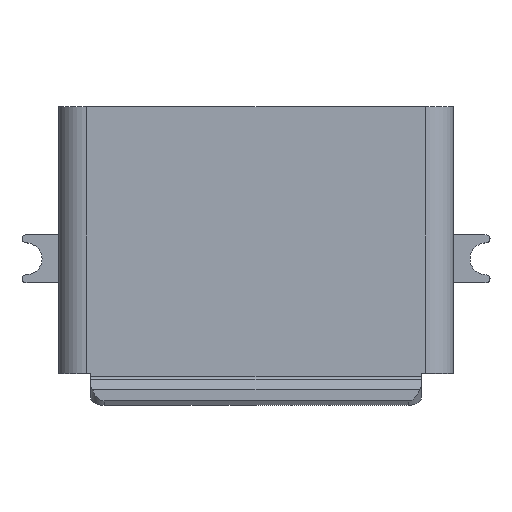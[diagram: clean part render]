
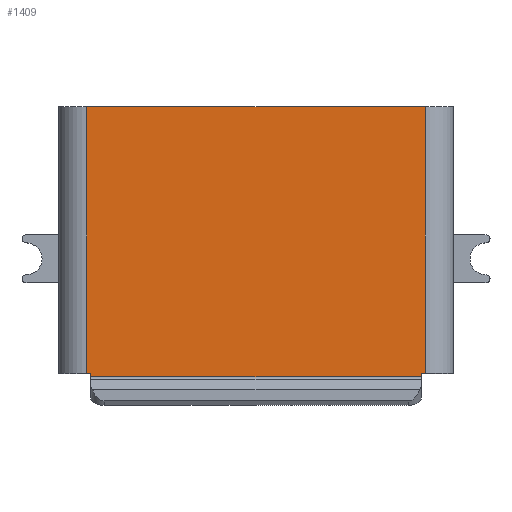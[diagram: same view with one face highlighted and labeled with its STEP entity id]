
A CAD part, top view. The second image highlights one B-rep face of the part: STEP entity #1409.
In plain terms, the highlighted planar face has unit normal (0, 0, 1).
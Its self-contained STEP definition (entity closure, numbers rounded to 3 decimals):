
#32 = PLANE('',#33);
#33 = AXIS2_PLACEMENT_3D('',#34,#35,#36);
#34 = CARTESIAN_POINT('',(3.7,0.,1.2));
#35 = DIRECTION('',(0.,1.,0.));
#36 = DIRECTION('',(0.,0.,1.));
#118 = VERTEX_POINT('',#119);
#119 = CARTESIAN_POINT('',(0.525,0.,2.4));
#138 = CYLINDRICAL_SURFACE('',#139,0.525);
#139 = AXIS2_PLACEMENT_3D('',#140,#141,#142);
#140 = CARTESIAN_POINT('',(0.525,0.,1.875));
#141 = DIRECTION('',(0.,-1.,0.));
#142 = DIRECTION('',(1.,0.,0.));
#150 = EDGE_CURVE('',#151,#118,#153,.T.);
#151 = VERTEX_POINT('',#152);
#152 = CARTESIAN_POINT('',(0.6,0.,2.4));
#153 = SURFACE_CURVE('',#154,(#158,#165),.PCURVE_S1.);
#154 = LINE('',#155,#156);
#155 = CARTESIAN_POINT('',(6.875,0.,2.4));
#156 = VECTOR('',#157,1.);
#157 = DIRECTION('',(-1.,0.,0.));
#158 = PCURVE('',#32,#159);
#159 = DEFINITIONAL_REPRESENTATION('',(#160),#164);
#160 = LINE('',#161,#162);
#161 = CARTESIAN_POINT('',(1.2,3.175));
#162 = VECTOR('',#163,1.);
#163 = DIRECTION('',(0.,-1.));
#164 = ( GEOMETRIC_REPRESENTATION_CONTEXT(2) 
PARAMETRIC_REPRESENTATION_CONTEXT() REPRESENTATION_CONTEXT('2D SPACE',''
  ) );
#165 = PCURVE('',#166,#171);
#166 = PLANE('',#167);
#167 = AXIS2_PLACEMENT_3D('',#168,#169,#170);
#168 = CARTESIAN_POINT('',(3.7,2.466,2.4));
#169 = DIRECTION('',(0.,0.,1.));
#170 = DIRECTION('',(0.,-1.,0.));
#171 = DEFINITIONAL_REPRESENTATION('',(#172),#176);
#172 = LINE('',#173,#174);
#173 = CARTESIAN_POINT('',(2.466,3.175));
#174 = VECTOR('',#175,1.);
#175 = DIRECTION('',(0.,-1.));
#176 = ( GEOMETRIC_REPRESENTATION_CONTEXT(2) 
PARAMETRIC_REPRESENTATION_CONTEXT() REPRESENTATION_CONTEXT('2D SPACE',''
  ) );
#194 = PLANE('',#195);
#195 = AXIS2_PLACEMENT_3D('',#196,#197,#198);
#196 = CARTESIAN_POINT('',(0.6,-0.268,2.421));
#197 = DIRECTION('',(1.,0.,0.));
#198 = DIRECTION('',(0.,0.,1.));
#474 = VERTEX_POINT('',#475);
#475 = CARTESIAN_POINT('',(6.8,0.,2.4));
#489 = PLANE('',#490);
#490 = AXIS2_PLACEMENT_3D('',#491,#492,#493);
#491 = CARTESIAN_POINT('',(6.8,-0.268,2.421));
#492 = DIRECTION('',(1.,0.,0.));
#493 = DIRECTION('',(0.,0.,1.));
#501 = EDGE_CURVE('',#502,#474,#504,.T.);
#502 = VERTEX_POINT('',#503);
#503 = CARTESIAN_POINT('',(6.875,0.,2.4));
#504 = SURFACE_CURVE('',#505,(#509,#516),.PCURVE_S1.);
#505 = LINE('',#506,#507);
#506 = CARTESIAN_POINT('',(6.875,0.,2.4));
#507 = VECTOR('',#508,1.);
#508 = DIRECTION('',(-1.,0.,0.));
#509 = PCURVE('',#32,#510);
#510 = DEFINITIONAL_REPRESENTATION('',(#511),#515);
#511 = LINE('',#512,#513);
#512 = CARTESIAN_POINT('',(1.2,3.175));
#513 = VECTOR('',#514,1.);
#514 = DIRECTION('',(0.,-1.));
#515 = ( GEOMETRIC_REPRESENTATION_CONTEXT(2) 
PARAMETRIC_REPRESENTATION_CONTEXT() REPRESENTATION_CONTEXT('2D SPACE',''
  ) );
#516 = PCURVE('',#166,#517);
#517 = DEFINITIONAL_REPRESENTATION('',(#518),#522);
#518 = LINE('',#519,#520);
#519 = CARTESIAN_POINT('',(2.466,3.175));
#520 = VECTOR('',#521,1.);
#521 = DIRECTION('',(0.,-1.));
#522 = ( GEOMETRIC_REPRESENTATION_CONTEXT(2) 
PARAMETRIC_REPRESENTATION_CONTEXT() REPRESENTATION_CONTEXT('2D SPACE',''
  ) );
#545 = CYLINDRICAL_SURFACE('',#546,0.525);
#546 = AXIS2_PLACEMENT_3D('',#547,#548,#549);
#547 = CARTESIAN_POINT('',(6.875,0.,1.875));
#548 = DIRECTION('',(0.,-1.,0.));
#549 = DIRECTION('',(1.,0.,0.));
#837 = PLANE('',#838);
#838 = AXIS2_PLACEMENT_3D('',#839,#840,#841);
#839 = CARTESIAN_POINT('',(3.7,5.,1.2));
#840 = DIRECTION('',(0.,1.,0.));
#841 = DIRECTION('',(0.,0.,1.));
#1361 = VERTEX_POINT('',#1362);
#1362 = CARTESIAN_POINT('',(6.875,5.,2.4));
#1388 = EDGE_CURVE('',#502,#1361,#1389,.T.);
#1389 = SURFACE_CURVE('',#1390,(#1394,#1401),.PCURVE_S1.);
#1390 = LINE('',#1391,#1392);
#1391 = CARTESIAN_POINT('',(6.875,0.,2.4));
#1392 = VECTOR('',#1393,1.);
#1393 = DIRECTION('',(0.,1.,0.));
#1394 = PCURVE('',#545,#1395);
#1395 = DEFINITIONAL_REPRESENTATION('',(#1396),#1400);
#1396 = LINE('',#1397,#1398);
#1397 = CARTESIAN_POINT('',(1.571,0.));
#1398 = VECTOR('',#1399,1.);
#1399 = DIRECTION('',(0.,-1.));
#1400 = ( GEOMETRIC_REPRESENTATION_CONTEXT(2) 
PARAMETRIC_REPRESENTATION_CONTEXT() REPRESENTATION_CONTEXT('2D SPACE',''
  ) );
#1401 = PCURVE('',#166,#1402);
#1402 = DEFINITIONAL_REPRESENTATION('',(#1403),#1407);
#1403 = LINE('',#1404,#1405);
#1404 = CARTESIAN_POINT('',(2.466,3.175));
#1405 = VECTOR('',#1406,1.);
#1406 = DIRECTION('',(-1.,0.));
#1407 = ( GEOMETRIC_REPRESENTATION_CONTEXT(2) 
PARAMETRIC_REPRESENTATION_CONTEXT() REPRESENTATION_CONTEXT('2D SPACE',''
  ) );
#1409 = ADVANCED_FACE('',(#1410),#166,.T.);
#1410 = FACE_BOUND('',#1411,.T.);
#1411 = EDGE_LOOP('',(#1412,#1413,#1436,#1457,#1458,#1481,#1509,#1530));
#1412 = ORIENTED_EDGE('',*,*,#1388,.T.);
#1413 = ORIENTED_EDGE('',*,*,#1414,.T.);
#1414 = EDGE_CURVE('',#1361,#1415,#1417,.T.);
#1415 = VERTEX_POINT('',#1416);
#1416 = CARTESIAN_POINT('',(0.525,5.,2.4));
#1417 = SURFACE_CURVE('',#1418,(#1422,#1429),.PCURVE_S1.);
#1418 = LINE('',#1419,#1420);
#1419 = CARTESIAN_POINT('',(6.875,5.,2.4));
#1420 = VECTOR('',#1421,1.);
#1421 = DIRECTION('',(-1.,0.,0.));
#1422 = PCURVE('',#166,#1423);
#1423 = DEFINITIONAL_REPRESENTATION('',(#1424),#1428);
#1424 = LINE('',#1425,#1426);
#1425 = CARTESIAN_POINT('',(-2.534,3.175));
#1426 = VECTOR('',#1427,1.);
#1427 = DIRECTION('',(0.,-1.));
#1428 = ( GEOMETRIC_REPRESENTATION_CONTEXT(2) 
PARAMETRIC_REPRESENTATION_CONTEXT() REPRESENTATION_CONTEXT('2D SPACE',''
  ) );
#1429 = PCURVE('',#837,#1430);
#1430 = DEFINITIONAL_REPRESENTATION('',(#1431),#1435);
#1431 = LINE('',#1432,#1433);
#1432 = CARTESIAN_POINT('',(1.2,3.175));
#1433 = VECTOR('',#1434,1.);
#1434 = DIRECTION('',(0.,-1.));
#1435 = ( GEOMETRIC_REPRESENTATION_CONTEXT(2) 
PARAMETRIC_REPRESENTATION_CONTEXT() REPRESENTATION_CONTEXT('2D SPACE',''
  ) );
#1436 = ORIENTED_EDGE('',*,*,#1437,.F.);
#1437 = EDGE_CURVE('',#118,#1415,#1438,.T.);
#1438 = SURFACE_CURVE('',#1439,(#1443,#1450),.PCURVE_S1.);
#1439 = LINE('',#1440,#1441);
#1440 = CARTESIAN_POINT('',(0.525,0.,2.4));
#1441 = VECTOR('',#1442,1.);
#1442 = DIRECTION('',(0.,1.,0.));
#1443 = PCURVE('',#166,#1444);
#1444 = DEFINITIONAL_REPRESENTATION('',(#1445),#1449);
#1445 = LINE('',#1446,#1447);
#1446 = CARTESIAN_POINT('',(2.466,-3.175));
#1447 = VECTOR('',#1448,1.);
#1448 = DIRECTION('',(-1.,0.));
#1449 = ( GEOMETRIC_REPRESENTATION_CONTEXT(2) 
PARAMETRIC_REPRESENTATION_CONTEXT() REPRESENTATION_CONTEXT('2D SPACE',''
  ) );
#1450 = PCURVE('',#138,#1451);
#1451 = DEFINITIONAL_REPRESENTATION('',(#1452),#1456);
#1452 = LINE('',#1453,#1454);
#1453 = CARTESIAN_POINT('',(1.571,0.));
#1454 = VECTOR('',#1455,1.);
#1455 = DIRECTION('',(0.,-1.));
#1456 = ( GEOMETRIC_REPRESENTATION_CONTEXT(2) 
PARAMETRIC_REPRESENTATION_CONTEXT() REPRESENTATION_CONTEXT('2D SPACE',''
  ) );
#1457 = ORIENTED_EDGE('',*,*,#150,.F.);
#1458 = ORIENTED_EDGE('',*,*,#1459,.F.);
#1459 = EDGE_CURVE('',#1460,#151,#1462,.T.);
#1460 = VERTEX_POINT('',#1461);
#1461 = CARTESIAN_POINT('',(0.6,-0.068,2.4));
#1462 = SURFACE_CURVE('',#1463,(#1467,#1474),.PCURVE_S1.);
#1463 = LINE('',#1464,#1465);
#1464 = CARTESIAN_POINT('',(0.6,-0.068,2.4));
#1465 = VECTOR('',#1466,1.);
#1466 = DIRECTION('',(0.,1.,0.));
#1467 = PCURVE('',#166,#1468);
#1468 = DEFINITIONAL_REPRESENTATION('',(#1469),#1473);
#1469 = LINE('',#1470,#1471);
#1470 = CARTESIAN_POINT('',(2.535,-3.1));
#1471 = VECTOR('',#1472,1.);
#1472 = DIRECTION('',(-1.,0.));
#1473 = ( GEOMETRIC_REPRESENTATION_CONTEXT(2) 
PARAMETRIC_REPRESENTATION_CONTEXT() REPRESENTATION_CONTEXT('2D SPACE',''
  ) );
#1474 = PCURVE('',#194,#1475);
#1475 = DEFINITIONAL_REPRESENTATION('',(#1476),#1480);
#1476 = LINE('',#1477,#1478);
#1477 = CARTESIAN_POINT('',(-0.021,-0.2));
#1478 = VECTOR('',#1479,1.);
#1479 = DIRECTION('',(0.,-1.));
#1480 = ( GEOMETRIC_REPRESENTATION_CONTEXT(2) 
PARAMETRIC_REPRESENTATION_CONTEXT() REPRESENTATION_CONTEXT('2D SPACE',''
  ) );
#1481 = ORIENTED_EDGE('',*,*,#1482,.T.);
#1482 = EDGE_CURVE('',#1460,#1483,#1485,.T.);
#1483 = VERTEX_POINT('',#1484);
#1484 = CARTESIAN_POINT('',(6.8,-0.068,2.4));
#1485 = SURFACE_CURVE('',#1486,(#1490,#1497),.PCURVE_S1.);
#1486 = LINE('',#1487,#1488);
#1487 = CARTESIAN_POINT('',(0.6,-0.068,2.4));
#1488 = VECTOR('',#1489,1.);
#1489 = DIRECTION('',(1.,0.,0.));
#1490 = PCURVE('',#166,#1491);
#1491 = DEFINITIONAL_REPRESENTATION('',(#1492),#1496);
#1492 = LINE('',#1493,#1494);
#1493 = CARTESIAN_POINT('',(2.535,-3.1));
#1494 = VECTOR('',#1495,1.);
#1495 = DIRECTION('',(0.,1.));
#1496 = ( GEOMETRIC_REPRESENTATION_CONTEXT(2) 
PARAMETRIC_REPRESENTATION_CONTEXT() REPRESENTATION_CONTEXT('2D SPACE',''
  ) );
#1497 = PCURVE('',#1498,#1503);
#1498 = CYLINDRICAL_SURFACE('',#1499,0.05);
#1499 = AXIS2_PLACEMENT_3D('',#1500,#1501,#1502);
#1500 = CARTESIAN_POINT('',(0.6,-0.068,2.45));
#1501 = DIRECTION('',(-1.,0.,0.));
#1502 = DIRECTION('',(0.,1.,0.));
#1503 = DEFINITIONAL_REPRESENTATION('',(#1504),#1508);
#1504 = LINE('',#1505,#1506);
#1505 = CARTESIAN_POINT('',(-4.712,0.));
#1506 = VECTOR('',#1507,1.);
#1507 = DIRECTION('',(-0.,-1.));
#1508 = ( GEOMETRIC_REPRESENTATION_CONTEXT(2) 
PARAMETRIC_REPRESENTATION_CONTEXT() REPRESENTATION_CONTEXT('2D SPACE',''
  ) );
#1509 = ORIENTED_EDGE('',*,*,#1510,.T.);
#1510 = EDGE_CURVE('',#1483,#474,#1511,.T.);
#1511 = SURFACE_CURVE('',#1512,(#1516,#1523),.PCURVE_S1.);
#1512 = LINE('',#1513,#1514);
#1513 = CARTESIAN_POINT('',(6.8,-0.068,2.4));
#1514 = VECTOR('',#1515,1.);
#1515 = DIRECTION('',(0.,1.,0.));
#1516 = PCURVE('',#166,#1517);
#1517 = DEFINITIONAL_REPRESENTATION('',(#1518),#1522);
#1518 = LINE('',#1519,#1520);
#1519 = CARTESIAN_POINT('',(2.535,3.1));
#1520 = VECTOR('',#1521,1.);
#1521 = DIRECTION('',(-1.,0.));
#1522 = ( GEOMETRIC_REPRESENTATION_CONTEXT(2) 
PARAMETRIC_REPRESENTATION_CONTEXT() REPRESENTATION_CONTEXT('2D SPACE',''
  ) );
#1523 = PCURVE('',#489,#1524);
#1524 = DEFINITIONAL_REPRESENTATION('',(#1525),#1529);
#1525 = LINE('',#1526,#1527);
#1526 = CARTESIAN_POINT('',(-0.021,-0.2));
#1527 = VECTOR('',#1528,1.);
#1528 = DIRECTION('',(0.,-1.));
#1529 = ( GEOMETRIC_REPRESENTATION_CONTEXT(2) 
PARAMETRIC_REPRESENTATION_CONTEXT() REPRESENTATION_CONTEXT('2D SPACE',''
  ) );
#1530 = ORIENTED_EDGE('',*,*,#501,.F.);
